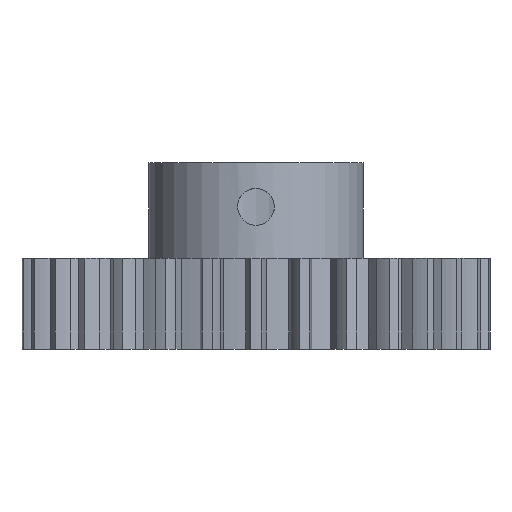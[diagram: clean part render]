
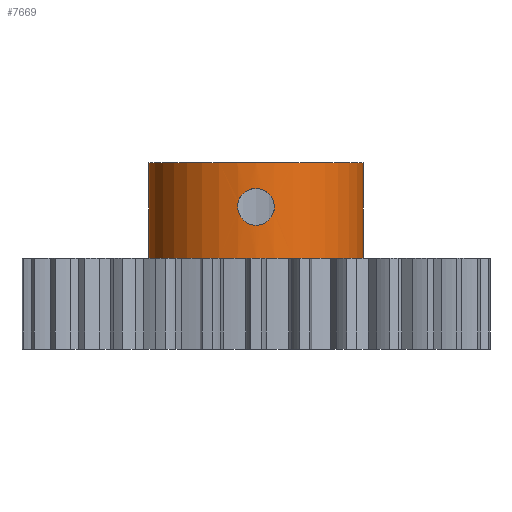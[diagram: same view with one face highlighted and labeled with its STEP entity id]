
A CAD part, front view. The second image highlights one B-rep face of the part: STEP entity #7669.
In plain terms, the highlighted cylindrical face has radius 7.3 mm (diameter 14.6 mm), a partial arc.
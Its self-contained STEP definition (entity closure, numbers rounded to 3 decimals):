
#87 = CARTESIAN_POINT ( 'NONE',  ( 7.3, 0., 12.7 ) ) ;
#93 = AXIS2_PLACEMENT_3D ( 'NONE', #2864, #5758, #880 ) ;
#518 = AXIS2_PLACEMENT_3D ( 'NONE', #7102, #4422, #3654 ) ;
#701 = B_SPLINE_CURVE_WITH_KNOTS ( 'NONE', 3,
 ( #8526, #2318, #8571, #840, #7889, #7842, #6365, #1691, #3076, #2409, #5170, #7930, #6026, #1782, #2586, #8109, #1906, #6070, #6093, #7446 ),
 .UNSPECIFIED., .F., .F.,
 ( 4, 2, 2, 2, 2, 2, 2, 2, 2, 4 ),
 ( 0.004, 0.004, 0.005, 0.005, 0.005, 0.006, 0.006, 0.007, 0.007, 0.008 ),
 .UNSPECIFIED. ) ;
#840 = CARTESIAN_POINT ( 'NONE',  ( -0.629, -7.274, 8.608 ) ) ;
#852 = VERTEX_POINT ( 'NONE', #7366 ) ;
#880 = DIRECTION ( 'NONE',  ( 1., 0., 0. ) ) ;
#906 = CARTESIAN_POINT ( 'NONE',  ( 0., 0., 6.2 ) ) ;
#944 = CARTESIAN_POINT ( 'NONE',  ( 0.63, -7.274, 8.608 ) ) ;
#1124 = CARTESIAN_POINT ( 'NONE',  ( 1.242, -7.194, 9.536 ) ) ;
#1153 = DIRECTION ( 'NONE',  ( 0., 0., -1. ) ) ;
#1255 = EDGE_LOOP ( 'NONE', ( #3651, #6094, #3637, #4264 ) ) ;
#1401 = DIRECTION ( 'NONE',  ( 0., 0., -1. ) ) ;
#1619 = EDGE_LOOP ( 'NONE', ( #2665, #6705 ) ) ;
#1691 = CARTESIAN_POINT ( 'NONE',  ( -1.084, -7.219, 9.073 ) ) ;
#1782 = CARTESIAN_POINT ( 'NONE',  ( -1.092, -7.218, 10.329 ) ) ;
#1800 = CARTESIAN_POINT ( 'NONE',  ( 1.217, -7.198, 10.029 ) ) ;
#1906 = CARTESIAN_POINT ( 'NONE',  ( -0.63, -7.274, 10.792 ) ) ;
#2058 = EDGE_CURVE ( 'NONE', #3368, #852, #8549, .T. ) ;
#2112 = CARTESIAN_POINT ( 'NONE',  ( 7.3, 0., 6.2 ) ) ;
#2300 = DIRECTION ( 'NONE',  ( 1., 0., 0. ) ) ;
#2318 = CARTESIAN_POINT ( 'NONE',  ( -0.163, -7.3, 8.45 ) ) ;
#2409 = CARTESIAN_POINT ( 'NONE',  ( -1.217, -7.198, 9.372 ) ) ;
#2431 = CYLINDRICAL_SURFACE ( 'NONE', #518, 7.3 ) ;
#2436 = CARTESIAN_POINT ( 'NONE',  ( -7.3, 0., 6.2 ) ) ;
#2586 = CARTESIAN_POINT ( 'NONE',  ( -0.999, -7.232, 10.468 ) ) ;
#2647 = CARTESIAN_POINT ( 'NONE',  ( 0.403, -7.289, 8.514 ) ) ;
#2665 = ORIENTED_EDGE ( 'NONE', *, *, #2058, .T. ) ;
#2864 = CARTESIAN_POINT ( 'NONE',  ( 0., 0., 12.7 ) ) ;
#2939 = VERTEX_POINT ( 'NONE', #87 ) ;
#3076 = CARTESIAN_POINT ( 'NONE',  ( -1.123, -7.213, 9.144 ) ) ;
#3090 = CARTESIAN_POINT ( 'NONE',  ( 0., -7.3, 10.95 ) ) ;
#3185 = CARTESIAN_POINT ( 'NONE',  ( 1.092, -7.218, 9.07 ) ) ;
#3362 = CARTESIAN_POINT ( 'NONE',  ( 0.325, -7.293, 8.49 ) ) ;
#3368 = VERTEX_POINT ( 'NONE', #3090 ) ;
#3372 = CARTESIAN_POINT ( 'NONE',  ( -7.3, 0., 12.7 ) ) ;
#3409 = CARTESIAN_POINT ( 'NONE',  ( 0., -7.3, 8.45 ) ) ;
#3637 = ORIENTED_EDGE ( 'NONE', *, *, #6054, .T. ) ;
#3651 = ORIENTED_EDGE ( 'NONE', *, *, #5628, .F. ) ;
#3654 = DIRECTION ( 'NONE',  ( -1., 0., 0. ) ) ;
#3695 = CARTESIAN_POINT ( 'NONE',  ( 1.092, -7.218, 10.329 ) ) ;
#3786 = VERTEX_POINT ( 'NONE', #2436 ) ;
#3834 = CARTESIAN_POINT ( 'NONE',  ( 0.999, -7.232, 10.469 ) ) ;
#3877 = CARTESIAN_POINT ( 'NONE',  ( 1.21, -7.199, 9.375 ) ) ;
#4104 = LINE ( 'NONE', #3372, #8894 ) ;
#4264 = ORIENTED_EDGE ( 'NONE', *, *, #7715, .T. ) ;
#4422 = DIRECTION ( 'NONE',  ( 0., 0., -1. ) ) ;
#4423 = AXIS2_PLACEMENT_3D ( 'NONE', #906, #8507, #2300 ) ;
#4463 = CARTESIAN_POINT ( 'NONE',  ( 0., -7.3, 10.95 ) ) ;
#4547 = CARTESIAN_POINT ( 'NONE',  ( 1.25, -7.192, 9.864 ) ) ;
#4569 = LINE ( 'NONE', #7339, #5419 ) ;
#4830 = EDGE_CURVE ( 'NONE', #852, #3368, #701, .T. ) ;
#5170 = CARTESIAN_POINT ( 'NONE',  ( -1.25, -7.192, 9.534 ) ) ;
#5196 = CARTESIAN_POINT ( 'NONE',  ( 0.328, -7.294, 10.917 ) ) ;
#5238 = CARTESIAN_POINT ( 'NONE',  ( 0.769, -7.26, 10.699 ) ) ;
#5413 = CARTESIAN_POINT ( 'NONE',  ( 0.082, -7.3, 8.45 ) ) ;
#5419 = VECTOR ( 'NONE', #1153, 1000. ) ;
#5628 = EDGE_CURVE ( 'NONE', #2939, #7954, #4569, .T. ) ;
#5758 = DIRECTION ( 'NONE',  ( 0., 0., 1. ) ) ;
#5831 = CARTESIAN_POINT ( 'NONE',  ( 0.631, -7.274, 10.792 ) ) ;
#5960 = CARTESIAN_POINT ( 'NONE',  ( 1., -7.232, 8.932 ) ) ;
#6026 = CARTESIAN_POINT ( 'NONE',  ( -1.217, -7.198, 10.027 ) ) ;
#6054 = EDGE_CURVE ( 'NONE', #6763, #3786, #4104, .T. ) ;
#6070 = CARTESIAN_POINT ( 'NONE',  ( -0.33, -7.294, 10.917 ) ) ;
#6093 = CARTESIAN_POINT ( 'NONE',  ( -0.165, -7.3, 10.95 ) ) ;
#6094 = ORIENTED_EDGE ( 'NONE', *, *, #8386, .F. ) ;
#6365 = CARTESIAN_POINT ( 'NONE',  ( -0.994, -7.232, 8.937 ) ) ;
#6522 = FACE_BOUND ( 'NONE', #1619, .T. ) ;
#6646 = CARTESIAN_POINT ( 'NONE',  ( 1.186, -7.203, 9.297 ) ) ;
#6705 = ORIENTED_EDGE ( 'NONE', *, *, #4830, .T. ) ;
#6763 = VERTEX_POINT ( 'NONE', #7791 ) ;
#7035 = CIRCLE ( 'NONE', #4423, 7.3 ) ;
#7102 = CARTESIAN_POINT ( 'NONE',  ( 0., 0., 12.7 ) ) ;
#7314 = CARTESIAN_POINT ( 'NONE',  ( 1.25, -7.192, 9.619 ) ) ;
#7339 = CARTESIAN_POINT ( 'NONE',  ( 7.3, 0., 12.7 ) ) ;
#7366 = CARTESIAN_POINT ( 'NONE',  ( 0., -7.3, 8.45 ) ) ;
#7446 = CARTESIAN_POINT ( 'NONE',  ( 0., -7.3, 10.95 ) ) ;
#7669 = ADVANCED_FACE ( 'NONE', ( #8638, #6522 ), #2431, .T. ) ;
#7715 = EDGE_CURVE ( 'NONE', #3786, #7954, #7035, .T. ) ;
#7744 = CIRCLE ( 'NONE', #93, 7.3 ) ;
#7791 = CARTESIAN_POINT ( 'NONE',  ( -7.3, 0., 12.7 ) ) ;
#7842 = CARTESIAN_POINT ( 'NONE',  ( -0.941, -7.239, 8.873 ) ) ;
#7861 = CARTESIAN_POINT ( 'NONE',  ( 0.166, -7.3, 10.95 ) ) ;
#7889 = CARTESIAN_POINT ( 'NONE',  ( -0.768, -7.26, 8.7 ) ) ;
#7930 = CARTESIAN_POINT ( 'NONE',  ( -1.25, -7.192, 9.864 ) ) ;
#7954 = VERTEX_POINT ( 'NONE', #2112 ) ;
#8083 = CARTESIAN_POINT ( 'NONE',  ( 0.165, -7.299, 8.458 ) ) ;
#8109 = CARTESIAN_POINT ( 'NONE',  ( -0.77, -7.26, 10.698 ) ) ;
#8386 = EDGE_CURVE ( 'NONE', #6763, #2939, #7744, .T. ) ;
#8507 = DIRECTION ( 'NONE',  ( 0., 0., 1. ) ) ;
#8526 = CARTESIAN_POINT ( 'NONE',  ( 0., -7.3, 8.45 ) ) ;
#8549 = B_SPLINE_CURVE_WITH_KNOTS ( 'NONE', 3,
 ( #4463, #7861, #5196, #5831, #5238, #3834, #3695, #1800, #4547, #7314, #1124, #3877, #6646, #3185, #5960, #8716, #944, #2647, #3362, #8083, #5413, #3409 ),
 .UNSPECIFIED., .F., .F.,
 ( 4, 2, 2, 2, 2, 2, 2, 2, 2, 2, 4 ),
 ( 0., 0., 0.001, 0.001, 0.002, 0.002, 0.002, 0.003, 0.003, 0.004, 0.004 ),
 .UNSPECIFIED. ) ;
#8571 = CARTESIAN_POINT ( 'NONE',  ( -0.328, -7.294, 8.483 ) ) ;
#8638 = FACE_OUTER_BOUND ( 'NONE', #1255, .T. ) ;
#8716 = CARTESIAN_POINT ( 'NONE',  ( 0.768, -7.26, 8.7 ) ) ;
#8894 = VECTOR ( 'NONE', #1401, 1000. ) ;
